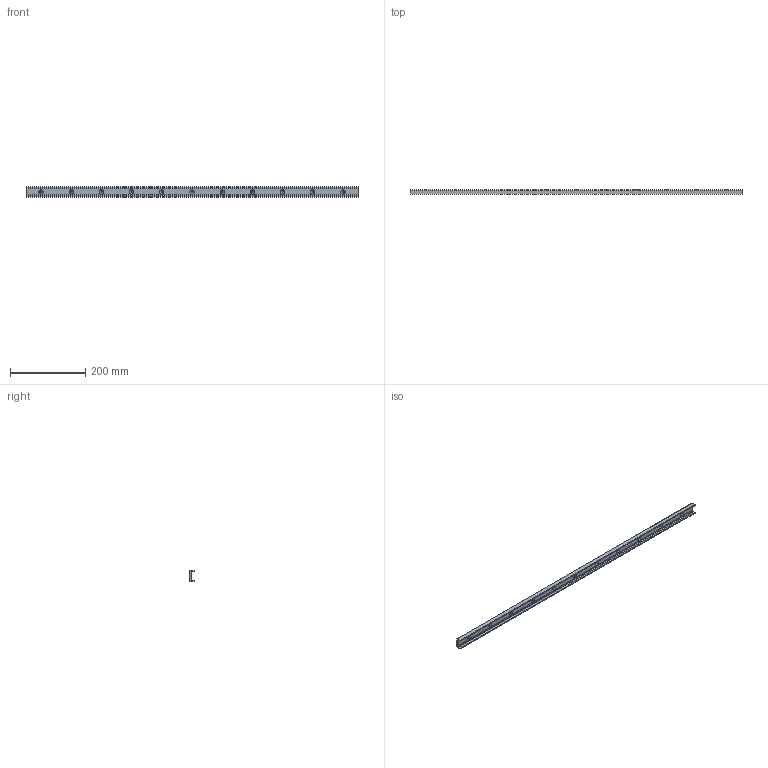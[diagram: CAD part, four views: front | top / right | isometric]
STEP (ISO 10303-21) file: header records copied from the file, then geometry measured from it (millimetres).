
FILE_DESCRIPTION((''),'2;1');
FILE_NAME('LCU 28H-0880.V.stp','2016-05-04T10:06:51',('MRathmann'),(''),'Autodesk Inventor 2012','Autodesk Inventor 2012','');
FILE_SCHEMA(('CONFIG_CONTROL_DESIGN'));
Length unit declared in the file: millimetre
Products named in the file (1): LCU 28H-0880.V
Bounding box: 880 x 12.3 x 28 mm (x, y, z)
Volume: 133624.1 mm3; surface area: 83515.4 mm2
Topology: 1 solids, 1 shells, 42 faces, 120 edges, 80 vertices
Faces by surface type: cylinder 20, cone 11, plane 11
Full cylindrical faces by diameter (mm): 5.5 x11
Entity records: 1256 total; most frequent: DIRECTION 224, CARTESIAN_POINT 199, ORIENTED_EDGE 174, AXIS2_PLACEMENT_3D 94, EDGE_CURVE 87, EDGE_LOOP 86, VERTEX_POINT 69, CIRCLE 51
